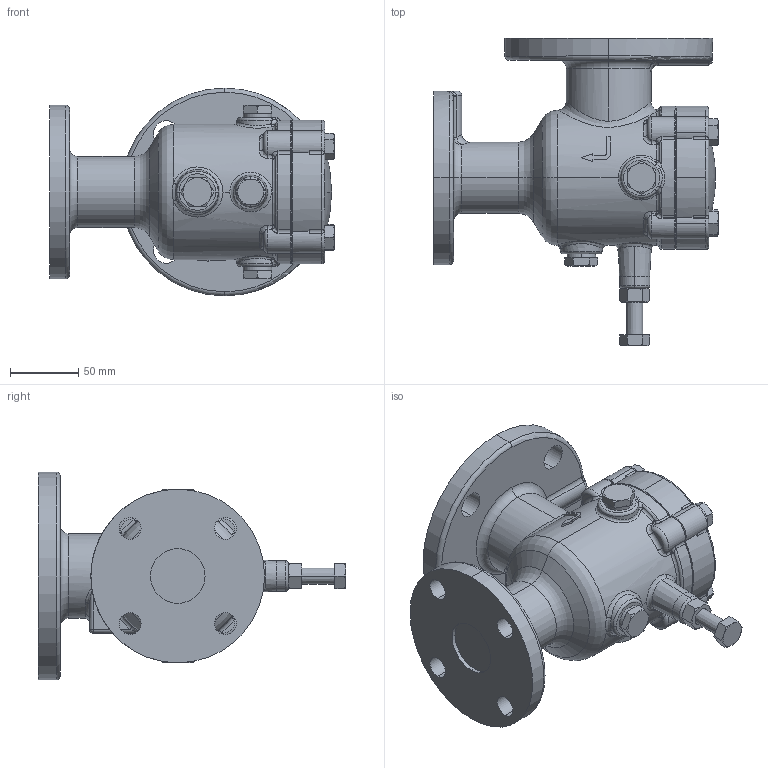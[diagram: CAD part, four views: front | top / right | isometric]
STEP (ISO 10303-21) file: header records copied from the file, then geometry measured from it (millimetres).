
FILE_DESCRIPTION (( 'STEP AP214' ), '1' );
FILE_NAME ('SD-2in_ 1 1-2in-125Lb.STEP', '2017-09-14T19:55:35', ( '' ), ( '' ), 'SwSTEP 2.0', 'SolidWorks 2013', '' );
FILE_SCHEMA (( 'AUTOMOTIVE_DESIGN' ));
Length unit declared in the file: inch
Products named in the file (4): X4SD-2in_ 1 1-2in-125Lb; X3SD-2in_ 1 1-2in-125Lb; SD-2in_ 1 1-2in-125Lb; X2SD-2in_ 1 1-2in-125Lb
Assembly tree (3 placements, depth 2):
  SD-2in_ 1 1-2in-125Lb
    X3SD-2in_ 1 1-2in-125Lb
    X2SD-2in_ 1 1-2in-125Lb
    X4SD-2in_ 1 1-2in-125Lb
Bounding box: 208.19 x 224.86 x 152 mm (x, y, z)
Volume: 1785954.6 mm3; surface area: 173109.1 mm2
Topology: 3 solids, 9 shells, 559 faces, 1317 edges, 764 vertices
Faces by surface type: plane 139, cone 131, cylinder 129, bspline 84, torus 60, sphere 16
Entity records: 23445 total; most frequent: CARTESIAN_POINT 11268, ORIENTED_EDGE 2580, DIRECTION 2452, EDGE_CURVE 1290, AXIS2_PLACEMENT_3D 1049, VERTEX_POINT 763, EDGE_LOOP 597, CIRCLE 568
